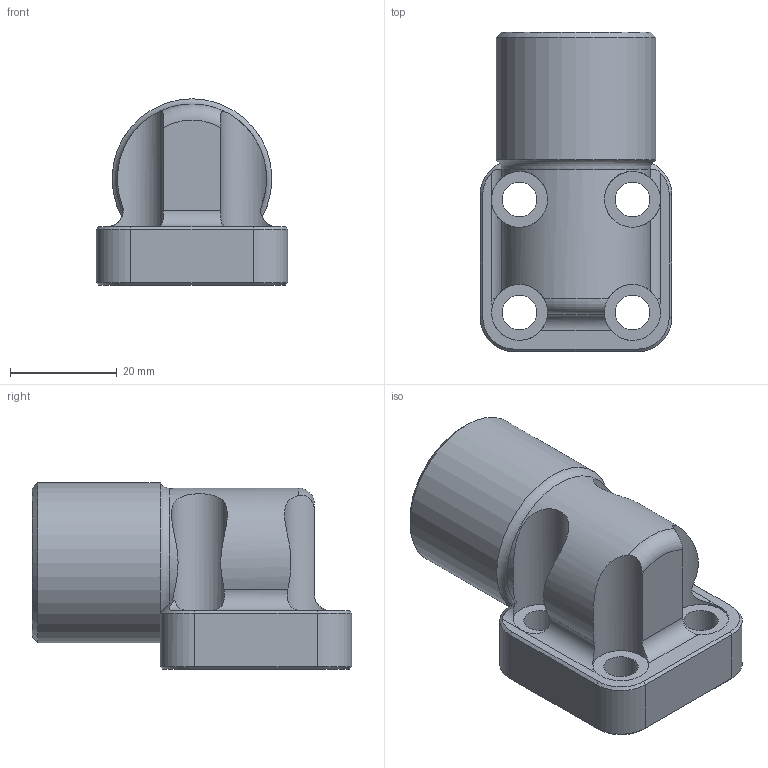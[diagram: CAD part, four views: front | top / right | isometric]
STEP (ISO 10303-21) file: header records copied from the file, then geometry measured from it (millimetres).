
FILE_DESCRIPTION(/* description */ ('Unknown'),/* implementation_level */ '2;1');
FILE_NAME(/* name */ 'AF.01120-001',/* time_stamp */ '2023-07-24T09:11:34+02:00',/* author */ ('Unknown'),/* organization */ ('Unknown'),/* preprocessor_version */ 'ST-DEVELOPER v18.102',/* originating_system */ 'Solid Edge',/* authorisation */ 'Unknown');
FILE_SCHEMA (('AUTOMOTIVE_DESIGN {1 0 10303 214 3 1 1}'));
Length unit declared in the file: millimetre
Products named in the file (2): 891_RIA30-038-SZ; RIA30-038-SZ
Assembly tree (1 placements, depth 2):
  891_RIA30-038-SZ
    RIA30-038-SZ
Bounding box: 36 x 60 x 35 mm (x, y, z)
Volume: 34218.4 mm3; surface area: 11690.5 mm2
Topology: 1 solids, 1 shells, 63 faces, 158 edges, 99 vertices
Faces by surface type: plane 23, cylinder 22, cone 10, torus 8
Full cylindrical faces by diameter (mm): 6.5 x4, 8 x1, 10.5 x4, 11 x1, 14 x1, 15.25 x1, 21 x1, 30 x1
Entity records: 2045 total; most frequent: CARTESIAN_POINT 639, DIRECTION 281, ORIENTED_EDGE 254, EDGE_CURVE 127, AXIS2_PLACEMENT_3D 117, EDGE_LOOP 95, FACE_BOUND 95, VERTEX_POINT 88
